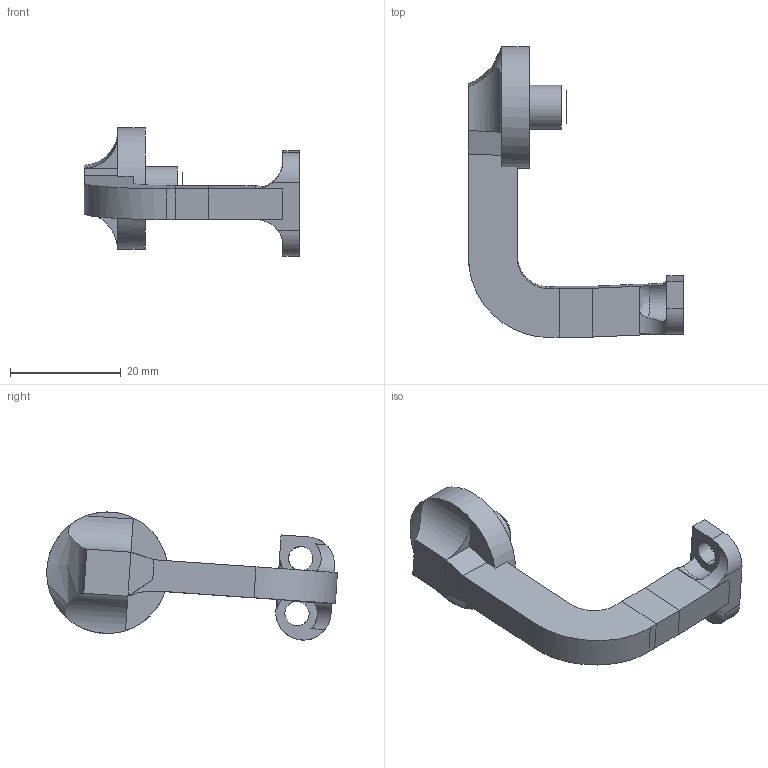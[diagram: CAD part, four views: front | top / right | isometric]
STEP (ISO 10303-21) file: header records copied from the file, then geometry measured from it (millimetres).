
FILE_DESCRIPTION(/* description */ (''),/* implementation_level */ '2;1');
FILE_NAME(/* name */ 'BBHolder2New.step',/* time_stamp */ '2024-07-28T14:29:20+05:30',/* author */ (''),/* organization */ (''),/* preprocessor_version */ 'ST-DEVELOPER v20',/* originating_system */ 'Autodesk Translation Framework v13.14.0.145',/* authorisation */ '');
FILE_SCHEMA (('AUTOMOTIVE_DESIGN { 1 0 10303 214 3 1 1 }'));
Length unit declared in the file: millimetre
Products named in the file (1): FusionComponent
Bounding box: 38.98 x 52.64 x 23.19 mm (x, y, z)
Volume: 6228.5 mm3; surface area: 3475.4 mm2
Topology: 1 solids, 1 shells, 53 faces, 143 edges, 93 vertices
Faces by surface type: plane 28, cylinder 14, bspline 10, cone 1
Full cylindrical faces by diameter (mm): 4.4 x2, 8 x1, 22 x1
Entity records: 2345 total; most frequent: CARTESIAN_POINT 1030, ORIENTED_EDGE 286, DIRECTION 239, EDGE_CURVE 143, VERTEX_POINT 93, AXIS2_PLACEMENT_3D 82, LINE 75, VECTOR 75
